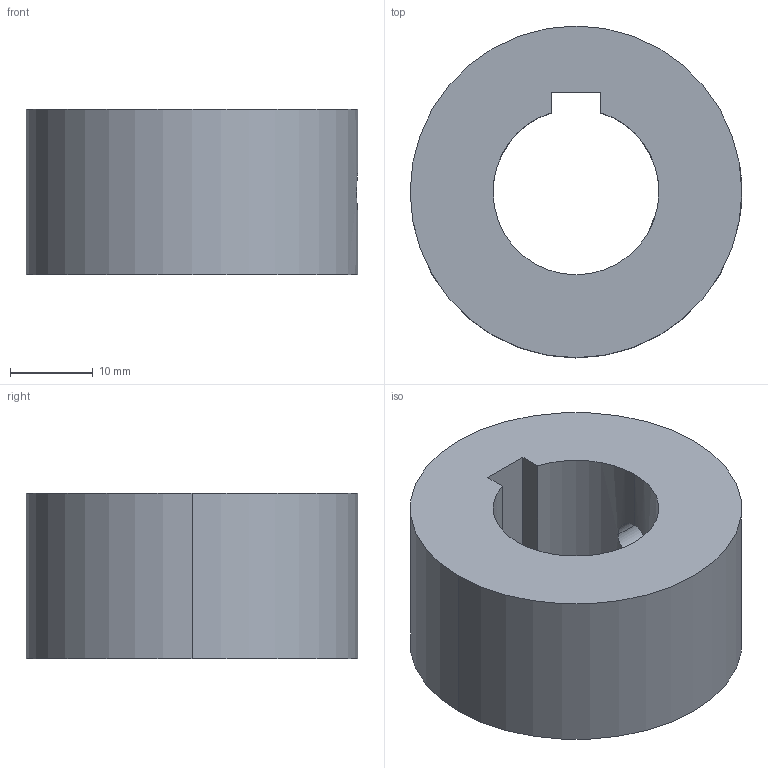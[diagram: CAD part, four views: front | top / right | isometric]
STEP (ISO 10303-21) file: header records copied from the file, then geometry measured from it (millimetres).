
FILE_DESCRIPTION (( 'STEP AP214' ), '1' );
FILE_NAME ('Bielle 1.STEP', '2020-12-14T07:35:50', ( '' ), ( '' ), 'SwSTEP 2.0', 'SolidWorks 2014', '' );
FILE_SCHEMA (( 'AUTOMOTIVE_DESIGN' ));
Length unit declared in the file: millimetre
Products named in the file (1): Bielle 1
Bounding box: 40 x 40 x 20 mm (x, y, z)
Volume: 18389.5 mm3; surface area: 5845.6 mm2
Topology: 1 solids, 1 shells, 12 faces, 36 edges, 24 vertices
Faces by surface type: cylinder 7, plane 5
Entity records: 580 total; most frequent: CARTESIAN_POINT 195, ORIENTED_EDGE 72, DIRECTION 64, EDGE_CURVE 36, VERTEX_POINT 24, AXIS2_PLACEMENT_3D 23, VECTOR 18, LINE 18
